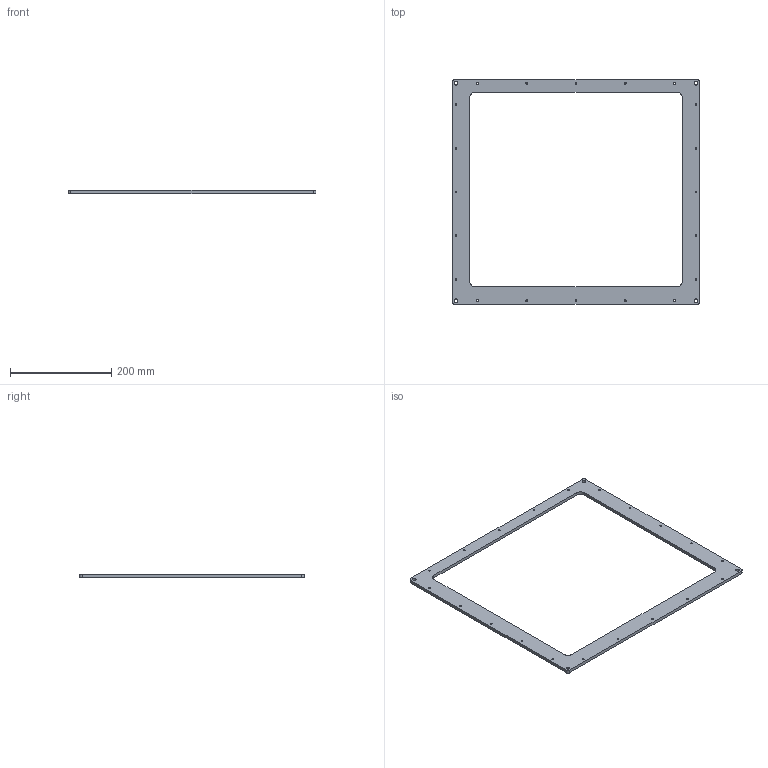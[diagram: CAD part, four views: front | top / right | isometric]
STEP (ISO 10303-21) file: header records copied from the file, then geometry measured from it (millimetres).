
FILE_DESCRIPTION(/* description */ (''),/* implementation_level */ '2;1');
FILE_NAME(/* name */ 'Front Panel v1.step',/* time_stamp */ '2020-10-22T14:59:45+01:00',/* author */ (''),/* organization */ (''),/* preprocessor_version */ 'ST-DEVELOPER v18.1',/* originating_system */ 'Autodesk Translation Framework v9.3.0.1241',/* authorisation */ '');
FILE_SCHEMA (('AUTOMOTIVE_DESIGN { 1 0 10303 214 3 1 1 }'));
Length unit declared in the file: millimetre
Products named in the file (1): Front Panel
Bounding box: 490 x 445 x 6.35 mm (x, y, z)
Volume: 356031.9 mm3; surface area: 136025.5 mm2
Topology: 1 solids, 1 shells, 42 faces, 120 edges, 80 vertices
Faces by surface type: cylinder 32, plane 10
Full cylindrical faces by diameter (mm): 3.5 x20, 7 x4
Entity records: 1530 total; most frequent: DIRECTION 270, CARTESIAN_POINT 243, ORIENTED_EDGE 240, EDGE_CURVE 120, AXIS2_PLACEMENT_3D 107, EDGE_LOOP 92, VERTEX_POINT 80, CIRCLE 64
